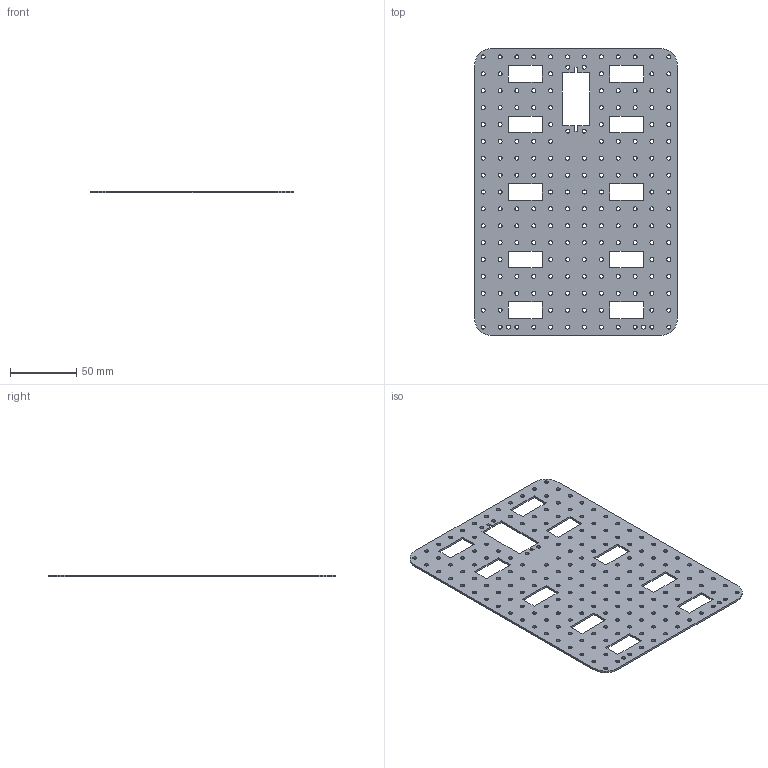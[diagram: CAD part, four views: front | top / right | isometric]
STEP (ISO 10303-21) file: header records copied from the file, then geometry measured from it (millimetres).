
FILE_DESCRIPTION(('FreeCAD Model'),'2;1');
FILE_NAME('robocar_base.step', '2020-06-10T08:23:02',('Author'),(''), 'Open CASCADE STEP processor 7.3','FreeCAD','Unknown');
FILE_SCHEMA(('AUTOMOTIVE_DESIGN { 1 0 10303 214 1 1 1 1 }'));
Length unit declared in the file: millimetre
Products named in the file (1): Body
Bounding box: 152.4 x 215.9 x 1.5 mm (x, y, z)
Volume: 41086.9 mm3; surface area: 59787.4 mm2
Topology: 1 solids, 1 shells, 246 faces, 732 edges, 488 vertices
Faces by surface type: cylinder 184, plane 62
Full cylindrical faces by diameter (mm): 3 x4, 3.048 x176
Entity records: 19849 total; most frequent: CARTESIAN_POINT 5139, DIRECTION 2690, ORIENTED_EDGE 1464, PCURVE 1464, DEFINITIONAL_REPRESENTATION 1464, LINE 1460, VECTOR 1460, EDGE_CURVE 732
